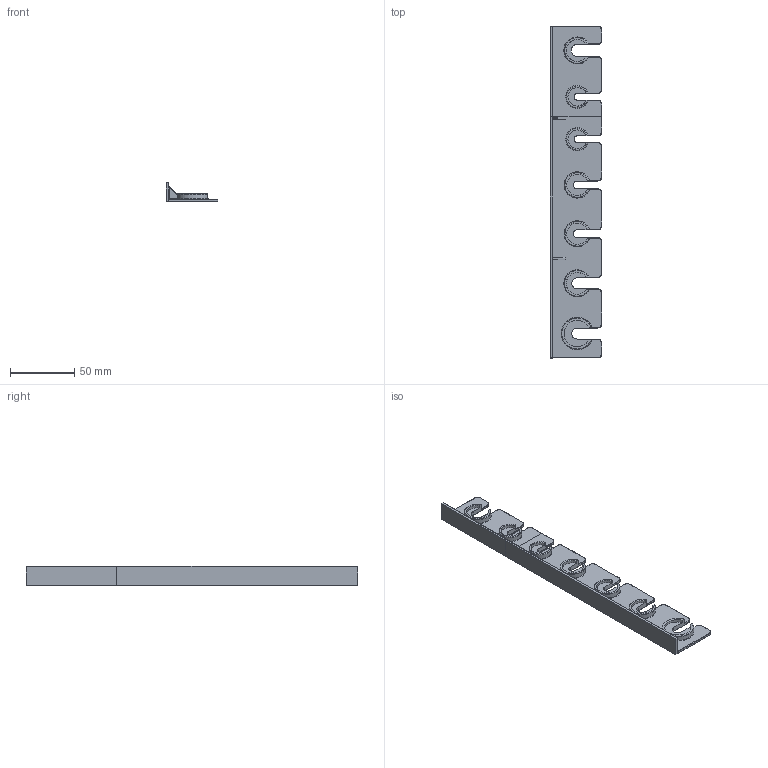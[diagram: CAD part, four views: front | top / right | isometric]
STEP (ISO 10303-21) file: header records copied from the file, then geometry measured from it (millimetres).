
FILE_DESCRIPTION(/* description */ (''),/* implementation_level */ '2;1');
FILE_NAME(/* name */ 'Skrewdriver Hanger R1.step',/* time_stamp */ '2025-12-28T11:08:53+02:00',/* author */ (''),/* organization */ (''),/* preprocessor_version */ 'ST-DEVELOPER v20.1',/* originating_system */ 'Autodesk Translation Framework v14.21.0.0',/* authorisation */ '');
FILE_SCHEMA (('AUTOMOTIVE_DESIGN { 1 0 10303 214 3 1 1 }'));
Length unit declared in the file: millimetre
Products named in the file (2): Skrewdriver Hanger R1; 10 mm, Push-Fit Peg v3
Assembly tree (3 placements, depth 2):
  Skrewdriver Hanger R1
    10 mm, Push-Fit Peg v3  x3
Bounding box: 40 x 258 x 15 mm (x, y, z)
Volume: 29780.1 mm3; surface area: 30928.3 mm2
Topology: 4 solids, 4 shells, 328 faces, 793 edges, 460 vertices
Faces by surface type: cylinder 137, plane 72, bspline 61, torus 58
Entity records: 11749 total; most frequent: CARTESIAN_POINT 4383, ORIENTED_EDGE 1558, DIRECTION 1497, EDGE_CURVE 779, AXIS2_PLACEMENT_3D 584, VERTEX_POINT 460, EDGE_LOOP 329, LINE 329
